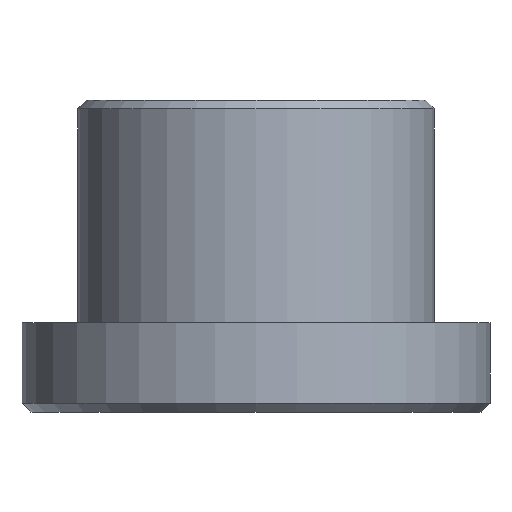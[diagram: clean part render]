
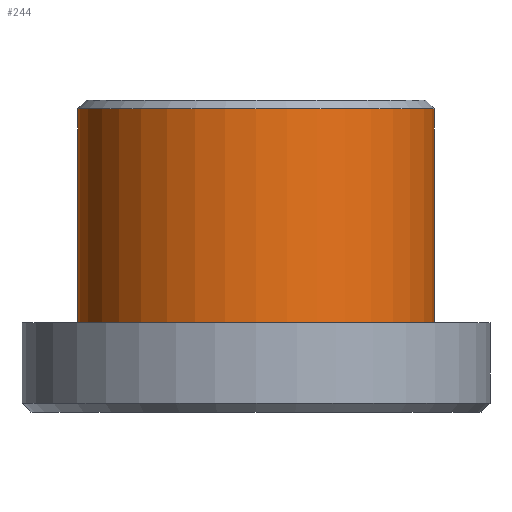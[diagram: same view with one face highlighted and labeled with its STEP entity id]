
A CAD part, front view. The second image highlights one B-rep face of the part: STEP entity #244.
In plain terms, the highlighted cylindrical face has radius 4 mm (diameter 8 mm), a partial arc.
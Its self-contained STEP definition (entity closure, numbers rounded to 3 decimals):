
#7 = LINE ( 'NONE', #260, #284 ) ;
#12 = DIRECTION ( 'NONE',  ( 0., 0., -1. ) ) ;
#16 = CARTESIAN_POINT ( 'NONE',  ( 4., 0., 4.8 ) ) ;
#24 = DIRECTION ( 'NONE',  ( 0., 0., 1. ) ) ;
#36 = DIRECTION ( 'NONE',  ( 0., 0., -1. ) ) ;
#52 = CARTESIAN_POINT ( 'NONE',  ( 4., 0., 0. ) ) ;
#59 = VERTEX_POINT ( 'NONE', #384 ) ;
#72 = ORIENTED_EDGE ( 'NONE', *, *, #143, .T. ) ;
#73 = CARTESIAN_POINT ( 'NONE',  ( 0., 0., 5. ) ) ;
#74 = VERTEX_POINT ( 'NONE', #292 ) ;
#100 = EDGE_CURVE ( 'NONE', #74, #59, #7, .T. ) ;
#131 = DIRECTION ( 'NONE',  ( 1., 0., 0. ) ) ;
#137 = LINE ( 'NONE', #409, #307 ) ;
#143 = EDGE_CURVE ( 'NONE', #275, #74, #368, .T. ) ;
#144 = DIRECTION ( 'NONE',  ( -1., 0., 0. ) ) ;
#152 = DIRECTION ( 'NONE',  ( 1., 0., 0. ) ) ;
#181 = AXIS2_PLACEMENT_3D ( 'NONE', #253, #24, #152 ) ;
#182 = CYLINDRICAL_SURFACE ( 'NONE', #382, 4. ) ;
#233 = DIRECTION ( 'NONE',  ( 0., 0., -1. ) ) ;
#244 = ADVANCED_FACE ( 'NONE', ( #299 ), #182, .T. ) ;
#246 = ORIENTED_EDGE ( 'NONE', *, *, #296, .F. ) ;
#251 = EDGE_LOOP ( 'NONE', ( #246, #72, #306, #374 ) ) ;
#253 = CARTESIAN_POINT ( 'NONE',  ( 0., 0., 0. ) ) ;
#260 = CARTESIAN_POINT ( 'NONE',  ( -4., 0., 5. ) ) ;
#275 = VERTEX_POINT ( 'NONE', #16 ) ;
#284 = VECTOR ( 'NONE', #233, 1000. ) ;
#291 = CARTESIAN_POINT ( 'NONE',  ( 0., 0., 4.8 ) ) ;
#292 = CARTESIAN_POINT ( 'NONE',  ( -4., 0., 4.8 ) ) ;
#296 = EDGE_CURVE ( 'NONE', #275, #312, #137, .T. ) ;
#299 = FACE_OUTER_BOUND ( 'NONE', #251, .T. ) ;
#306 = ORIENTED_EDGE ( 'NONE', *, *, #100, .T. ) ;
#307 = VECTOR ( 'NONE', #371, 1000. ) ;
#312 = VERTEX_POINT ( 'NONE', #52 ) ;
#321 = CIRCLE ( 'NONE', #181, 4. ) ;
#335 = AXIS2_PLACEMENT_3D ( 'NONE', #291, #36, #131 ) ;
#366 = EDGE_CURVE ( 'NONE', #59, #312, #321, .T. ) ;
#368 = CIRCLE ( 'NONE', #335, 4. ) ;
#371 = DIRECTION ( 'NONE',  ( 0., 0., -1. ) ) ;
#374 = ORIENTED_EDGE ( 'NONE', *, *, #366, .T. ) ;
#382 = AXIS2_PLACEMENT_3D ( 'NONE', #73, #12, #144 ) ;
#384 = CARTESIAN_POINT ( 'NONE',  ( -4., 0., 0. ) ) ;
#409 = CARTESIAN_POINT ( 'NONE',  ( 4., 0., 5. ) ) ;
